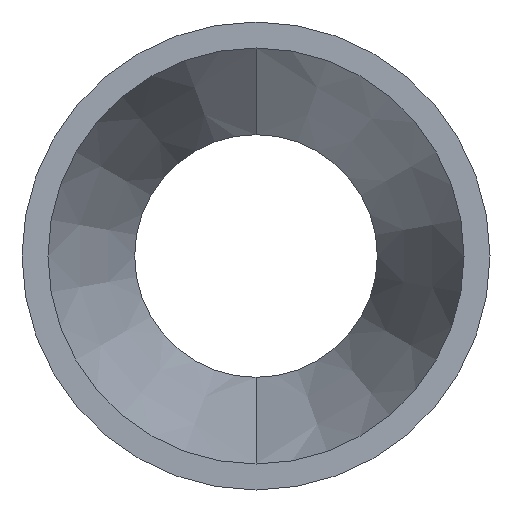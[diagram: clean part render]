
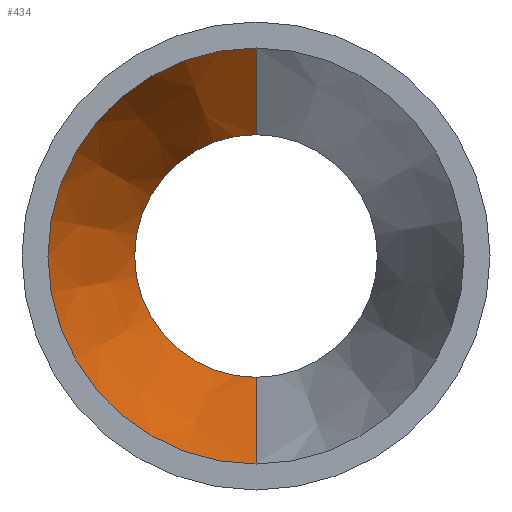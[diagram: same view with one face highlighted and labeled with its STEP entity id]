
A CAD part, front view. The second image highlights one B-rep face of the part: STEP entity #434.
In plain terms, the highlighted conical face has half-angle 17.447 degrees and reference radius 2.4 mm.
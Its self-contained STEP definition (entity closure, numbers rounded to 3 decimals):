
#28 = EDGE_CURVE ( 'NONE', #364, #398, #537, .T. ) ;
#43 = AXIS2_PLACEMENT_3D ( 'NONE', #350, #292, #534 ) ;
#58 = EDGE_CURVE ( 'NONE', #369, #115, #621, .T. ) ;
#61 = LINE ( 'NONE', #519, #125 ) ;
#67 = DIRECTION ( 'NONE',  ( 0., 0., 1. ) ) ;
#68 = CONICAL_SURFACE ( 'NONE', #43, 2.4, 0.305 ) ;
#70 = ORIENTED_EDGE ( 'NONE', *, *, #28, .T. ) ;
#71 = DIRECTION ( 'NONE',  ( 0., 1., 0. ) ) ;
#74 = DIRECTION ( 'NONE',  ( 0., 0., 1. ) ) ;
#100 = VECTOR ( 'NONE', #575, 1000. ) ;
#115 = VERTEX_POINT ( 'NONE', #465 ) ;
#116 = CARTESIAN_POINT ( 'NONE',  ( 0., -2.318, 0. ) ) ;
#125 = VECTOR ( 'NONE', #181, 1000. ) ;
#156 = AXIS2_PLACEMENT_3D ( 'NONE', #602, #502, #74 ) ;
#181 = DIRECTION ( 'NONE',  ( 0., -0.954, 0.3 ) ) ;
#237 = EDGE_CURVE ( 'NONE', #398, #115, #61, .T. ) ;
#246 = CARTESIAN_POINT ( 'NONE',  ( 0., -2.318, 1.4 ) ) ;
#266 = EDGE_CURVE ( 'NONE', #364, #369, #404, .T. ) ;
#282 = ORIENTED_EDGE ( 'NONE', *, *, #237, .T. ) ;
#292 = DIRECTION ( 'NONE',  ( 0., -1., 0. ) ) ;
#350 = CARTESIAN_POINT ( 'NONE',  ( 0., -5.5, 0. ) ) ;
#364 = VERTEX_POINT ( 'NONE', #517 ) ;
#369 = VERTEX_POINT ( 'NONE', #578 ) ;
#398 = VERTEX_POINT ( 'NONE', #246 ) ;
#401 = FACE_OUTER_BOUND ( 'NONE', #545, .T. ) ;
#404 = LINE ( 'NONE', #431, #100 ) ;
#431 = CARTESIAN_POINT ( 'NONE',  ( 0., -5.5, -2.4 ) ) ;
#434 = ADVANCED_FACE ( 'NONE', ( #401 ), #68, .F. ) ;
#465 = CARTESIAN_POINT ( 'NONE',  ( 0., -5.5, 2.4 ) ) ;
#467 = ORIENTED_EDGE ( 'NONE', *, *, #58, .F. ) ;
#502 = DIRECTION ( 'NONE',  ( 0., 1., 0. ) ) ;
#517 = CARTESIAN_POINT ( 'NONE',  ( 0., -2.318, -1.4 ) ) ;
#519 = CARTESIAN_POINT ( 'NONE',  ( 0., -5.5, 2.4 ) ) ;
#534 = DIRECTION ( 'NONE',  ( 0., 0., -1. ) ) ;
#537 = CIRCLE ( 'NONE', #574, 1.4 ) ;
#545 = EDGE_LOOP ( 'NONE', ( #70, #282, #467, #615 ) ) ;
#574 = AXIS2_PLACEMENT_3D ( 'NONE', #116, #71, #67 ) ;
#575 = DIRECTION ( 'NONE',  ( 0., -0.954, -0.3 ) ) ;
#578 = CARTESIAN_POINT ( 'NONE',  ( 0., -5.5, -2.4 ) ) ;
#602 = CARTESIAN_POINT ( 'NONE',  ( 0., -5.5, 0. ) ) ;
#615 = ORIENTED_EDGE ( 'NONE', *, *, #266, .F. ) ;
#621 = CIRCLE ( 'NONE', #156, 2.4 ) ;
